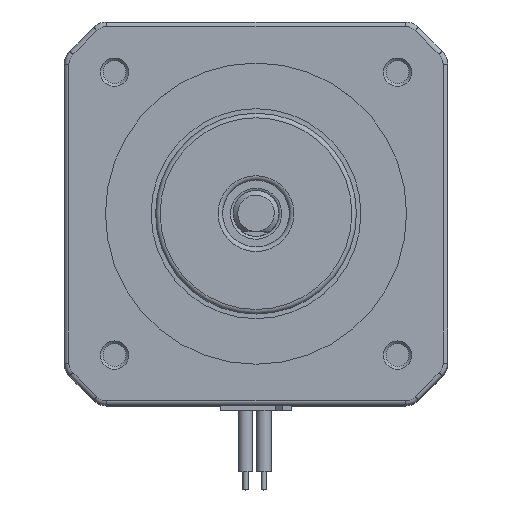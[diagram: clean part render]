
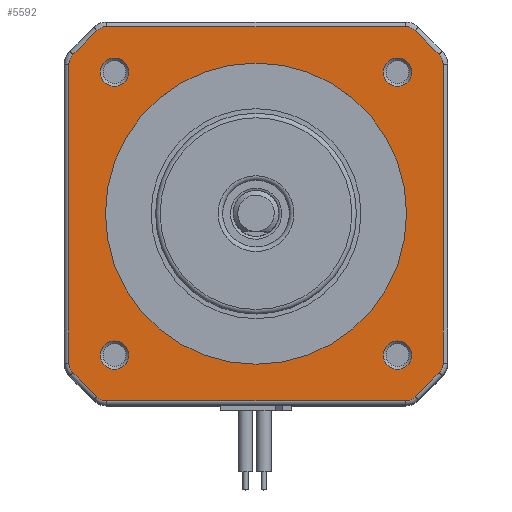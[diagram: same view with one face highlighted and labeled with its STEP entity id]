
A CAD part, top view. The second image highlights one B-rep face of the part: STEP entity #5592.
In plain terms, the highlighted planar face has unit normal (0, 0, 1).
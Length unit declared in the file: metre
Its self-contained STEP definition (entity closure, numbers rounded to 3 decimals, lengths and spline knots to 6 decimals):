
#548=LINE('',#11471,#879);
#549=LINE('',#11476,#880);
#550=LINE('',#11480,#881);
#551=LINE('',#11484,#882);
#552=LINE('',#11488,#883);
#553=LINE('',#11492,#884);
#554=LINE('',#11496,#885);
#555=LINE('',#11500,#886);
#879=VECTOR('',#9681,1.);
#880=VECTOR('',#9684,1.);
#881=VECTOR('',#9687,1.);
#882=VECTOR('',#9690,1.);
#883=VECTOR('',#9693,1.);
#884=VECTOR('',#9696,1.);
#885=VECTOR('',#9699,1.);
#886=VECTOR('',#9702,1.);
#1792=ORIENTED_EDGE('',*,*,#2822,.T.);
#1793=ORIENTED_EDGE('',*,*,#2823,.T.);
#1794=ORIENTED_EDGE('',*,*,#2824,.T.);
#1795=ORIENTED_EDGE('',*,*,#2825,.T.);
#1796=ORIENTED_EDGE('',*,*,#2826,.T.);
#1797=ORIENTED_EDGE('',*,*,#2827,.T.);
#1798=ORIENTED_EDGE('',*,*,#2828,.T.);
#1799=ORIENTED_EDGE('',*,*,#2829,.T.);
#1800=ORIENTED_EDGE('',*,*,#2830,.T.);
#1801=ORIENTED_EDGE('',*,*,#2831,.T.);
#1802=ORIENTED_EDGE('',*,*,#2832,.T.);
#1803=ORIENTED_EDGE('',*,*,#2833,.T.);
#1804=ORIENTED_EDGE('',*,*,#2834,.T.);
#1805=ORIENTED_EDGE('',*,*,#2835,.T.);
#1806=ORIENTED_EDGE('',*,*,#2836,.T.);
#1807=ORIENTED_EDGE('',*,*,#2837,.T.);
#1808=ORIENTED_EDGE('',*,*,#2838,.T.);
#1809=ORIENTED_EDGE('',*,*,#2839,.T.);
#1810=ORIENTED_EDGE('',*,*,#2840,.T.);
#1811=ORIENTED_EDGE('',*,*,#2841,.T.);
#1812=ORIENTED_EDGE('',*,*,#2820,.F.);
#2820=EDGE_CURVE('',#3397,#3397,#3724,.T.);
#2822=EDGE_CURVE('',#3399,#3399,#3726,.F.);
#2823=EDGE_CURVE('',#3400,#3400,#3727,.F.);
#2824=EDGE_CURVE('',#3401,#3401,#3728,.F.);
#2825=EDGE_CURVE('',#3402,#3402,#3729,.F.);
#2826=EDGE_CURVE('',#3403,#3404,#548,.T.);
#2827=EDGE_CURVE('',#3404,#3405,#3730,.T.);
#2828=EDGE_CURVE('',#3405,#3406,#549,.T.);
#2829=EDGE_CURVE('',#3406,#3407,#3731,.T.);
#2830=EDGE_CURVE('',#3407,#3408,#550,.T.);
#2831=EDGE_CURVE('',#3408,#3409,#3732,.T.);
#2832=EDGE_CURVE('',#3409,#3410,#551,.T.);
#2833=EDGE_CURVE('',#3410,#3411,#3733,.T.);
#2834=EDGE_CURVE('',#3411,#3412,#552,.F.);
#2835=EDGE_CURVE('',#3412,#3413,#3734,.T.);
#2836=EDGE_CURVE('',#3413,#3414,#553,.F.);
#2837=EDGE_CURVE('',#3414,#3415,#3735,.T.);
#2838=EDGE_CURVE('',#3415,#3416,#554,.F.);
#2839=EDGE_CURVE('',#3416,#3417,#3736,.T.);
#2840=EDGE_CURVE('',#3417,#3418,#555,.F.);
#2841=EDGE_CURVE('',#3418,#3403,#3737,.T.);
#3397=VERTEX_POINT('',#11458);
#3399=VERTEX_POINT('',#11464);
#3400=VERTEX_POINT('',#11466);
#3401=VERTEX_POINT('',#11468);
#3402=VERTEX_POINT('',#11470);
#3403=VERTEX_POINT('',#11472);
#3404=VERTEX_POINT('',#11473);
#3405=VERTEX_POINT('',#11475);
#3406=VERTEX_POINT('',#11477);
#3407=VERTEX_POINT('',#11479);
#3408=VERTEX_POINT('',#11481);
#3409=VERTEX_POINT('',#11483);
#3410=VERTEX_POINT('',#11485);
#3411=VERTEX_POINT('',#11487);
#3412=VERTEX_POINT('',#11489);
#3413=VERTEX_POINT('',#11491);
#3414=VERTEX_POINT('',#11493);
#3415=VERTEX_POINT('',#11495);
#3416=VERTEX_POINT('',#11497);
#3417=VERTEX_POINT('',#11499);
#3418=VERTEX_POINT('',#11501);
#3724=CIRCLE('',#8350,0.0165);
#3726=CIRCLE('',#8354,0.00155);
#3727=CIRCLE('',#8355,0.00155);
#3728=CIRCLE('',#8356,0.00155);
#3729=CIRCLE('',#8357,0.00155);
#3730=CIRCLE('',#8358,0.0015);
#3731=CIRCLE('',#8359,0.0015);
#3732=CIRCLE('',#8360,0.0015);
#3733=CIRCLE('',#8361,0.0015);
#3734=CIRCLE('',#8362,0.0015);
#3735=CIRCLE('',#8363,0.0015);
#3736=CIRCLE('',#8364,0.0015);
#3737=CIRCLE('',#8365,0.0015);
#4168=EDGE_LOOP('',(#1792));
#4169=EDGE_LOOP('',(#1793));
#4170=EDGE_LOOP('',(#1794));
#4171=EDGE_LOOP('',(#1795));
#4172=EDGE_LOOP('',(#1796,#1797,#1798,#1799,#1800,#1801,#1802,#1803,#1804,
#1805,#1806,#1807,#1808,#1809,#1810,#1811));
#4173=EDGE_LOOP('',(#1812));
#4657=FACE_BOUND('',#4168,.T.);
#4658=FACE_BOUND('',#4169,.T.);
#4659=FACE_BOUND('',#4170,.T.);
#4660=FACE_BOUND('',#4171,.T.);
#4661=FACE_BOUND('',#4172,.T.);
#4662=FACE_BOUND('',#4173,.T.);
#4996=PLANE('',#8353);
#5592=ADVANCED_FACE('',(#4657,#4658,#4659,#4660,#4661,#4662),#4996,.T.);
#8350=AXIS2_PLACEMENT_3D('',#11457,#9665,#9666);
#8353=AXIS2_PLACEMENT_3D('',#11462,#9671,#9672);
#8354=AXIS2_PLACEMENT_3D('',#11463,#9673,#9674);
#8355=AXIS2_PLACEMENT_3D('',#11465,#9675,#9676);
#8356=AXIS2_PLACEMENT_3D('',#11467,#9677,#9678);
#8357=AXIS2_PLACEMENT_3D('',#11469,#9679,#9680);
#8358=AXIS2_PLACEMENT_3D('',#11474,#9682,#9683);
#8359=AXIS2_PLACEMENT_3D('',#11478,#9685,#9686);
#8360=AXIS2_PLACEMENT_3D('',#11482,#9688,#9689);
#8361=AXIS2_PLACEMENT_3D('',#11486,#9691,#9692);
#8362=AXIS2_PLACEMENT_3D('',#11490,#9694,#9695);
#8363=AXIS2_PLACEMENT_3D('',#11494,#9697,#9698);
#8364=AXIS2_PLACEMENT_3D('',#11498,#9700,#9701);
#8365=AXIS2_PLACEMENT_3D('',#11502,#9703,#9704);
#9665=DIRECTION('',(0.,0.,1.));
#9666=DIRECTION('',(-0.006,-1.,0.));
#9671=DIRECTION('',(0.,0.,1.));
#9672=DIRECTION('',(-0.006,-1.,0.));
#9673=DIRECTION('',(0.,0.,1.));
#9674=DIRECTION('',(-0.006,-1.,0.));
#9675=DIRECTION('',(0.,0.,1.));
#9676=DIRECTION('',(-0.006,-1.,0.));
#9677=DIRECTION('',(0.,0.,1.));
#9678=DIRECTION('',(-0.006,-1.,0.));
#9679=DIRECTION('',(0.,0.,1.));
#9680=DIRECTION('',(-0.006,-1.,0.));
#9681=DIRECTION('',(0.703,-0.711,0.));
#9682=DIRECTION('',(0.,0.,1.));
#9683=DIRECTION('',(-0.006,-1.,0.));
#9684=DIRECTION('',(1.,-0.006,0.));
#9685=DIRECTION('',(0.,0.,1.));
#9686=DIRECTION('',(-0.006,-1.,0.));
#9687=DIRECTION('',(0.711,0.703,0.));
#9688=DIRECTION('',(0.,0.,1.));
#9689=DIRECTION('',(-0.006,-1.,0.));
#9690=DIRECTION('',(0.006,1.,0.));
#9691=DIRECTION('',(0.,0.,1.));
#9692=DIRECTION('',(-0.006,-1.,0.));
#9693=DIRECTION('',(0.703,-0.711,0.));
#9694=DIRECTION('',(0.,0.,1.));
#9695=DIRECTION('',(-0.006,-1.,0.));
#9696=DIRECTION('',(1.,-0.006,0.));
#9697=DIRECTION('',(0.,0.,1.));
#9698=DIRECTION('',(-0.006,-1.,0.));
#9699=DIRECTION('',(0.711,0.703,0.));
#9700=DIRECTION('',(0.,0.,1.));
#9701=DIRECTION('',(-0.006,-1.,0.));
#9702=DIRECTION('',(0.006,1.,0.));
#9703=DIRECTION('',(0.,0.,1.));
#9704=DIRECTION('',(-0.006,-1.,0.));
#11457=CARTESIAN_POINT('',(0.013075,0.001623,0.0475));
#11458=CARTESIAN_POINT('',(0.01298,-0.014877,0.0475));
#11462=CARTESIAN_POINT('',(0.013075,0.001623,0.0475));
#11463=CARTESIAN_POINT('',(-0.002514,-0.013788,0.0475));
#11464=CARTESIAN_POINT('',(-0.002522,-0.015338,0.0475));
#11465=CARTESIAN_POINT('',(-0.002337,0.017211,0.0475));
#11466=CARTESIAN_POINT('',(-0.002346,0.015661,0.0475));
#11467=CARTESIAN_POINT('',(0.028663,0.017034,0.0475));
#11468=CARTESIAN_POINT('',(0.028654,0.015484,0.0475));
#11469=CARTESIAN_POINT('',(0.028486,-0.013965,0.0475));
#11470=CARTESIAN_POINT('',(0.028477,-0.015515,0.0475));
#11471=CARTESIAN_POINT('',(-0.004472,-0.018338,0.0475));
#11472=CARTESIAN_POINT('',(-0.007085,-0.015695,0.0475));
#11473=CARTESIAN_POINT('',(-0.004472,-0.018338,0.0475));
#11474=CARTESIAN_POINT('',(-0.003405,-0.017283,0.0475));
#11475=CARTESIAN_POINT('',(-0.003414,-0.018783,0.0475));
#11476=CARTESIAN_POINT('',(0.029329,-0.01897,0.0475));
#11477=CARTESIAN_POINT('',(0.029329,-0.01897,0.0475));
#11478=CARTESIAN_POINT('',(0.029338,-0.01747,0.0475));
#11479=CARTESIAN_POINT('',(0.030392,-0.018537,0.0475));
#11480=CARTESIAN_POINT('',(0.033036,-0.015923,0.0475));
#11481=CARTESIAN_POINT('',(0.033036,-0.015923,0.0475));
#11482=CARTESIAN_POINT('',(0.031981,-0.014857,0.0475));
#11483=CARTESIAN_POINT('',(0.033481,-0.014865,0.0475));
#11484=CARTESIAN_POINT('',(0.033668,0.017877,0.0475));
#11485=CARTESIAN_POINT('',(0.033668,0.017877,0.0475));
#11486=CARTESIAN_POINT('',(0.032168,0.017886,0.0475));
#11487=CARTESIAN_POINT('',(0.033234,0.018941,0.0475));
#11488=CARTESIAN_POINT('',(0.031928,0.020262,0.0475));
#11489=CARTESIAN_POINT('',(0.030621,0.021584,0.0475));
#11490=CARTESIAN_POINT('',(0.029554,0.020529,0.0475));
#11491=CARTESIAN_POINT('',(0.029563,0.022029,0.0475));
#11492=CARTESIAN_POINT('',(0.013191,0.022123,0.0475));
#11493=CARTESIAN_POINT('',(-0.00318,0.022216,0.0475));
#11494=CARTESIAN_POINT('',(-0.003188,0.020716,0.0475));
#11495=CARTESIAN_POINT('',(-0.004243,0.021783,0.0475));
#11496=CARTESIAN_POINT('',(-0.005565,0.020476,0.0475));
#11497=CARTESIAN_POINT('',(-0.006886,0.019169,0.0475));
#11498=CARTESIAN_POINT('',(-0.005832,0.018103,0.0475));
#11499=CARTESIAN_POINT('',(-0.007332,0.018111,0.0475));
#11500=CARTESIAN_POINT('',(-0.007425,0.00174,0.0475));
#11501=CARTESIAN_POINT('',(-0.007518,-0.014631,0.0475));
#11502=CARTESIAN_POINT('',(-0.006018,-0.01464,0.0475));
